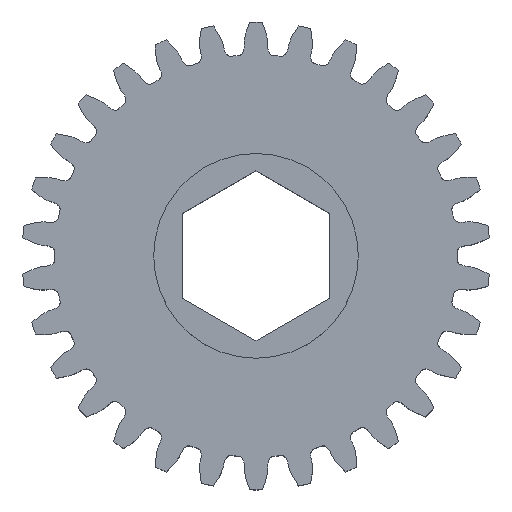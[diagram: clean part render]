
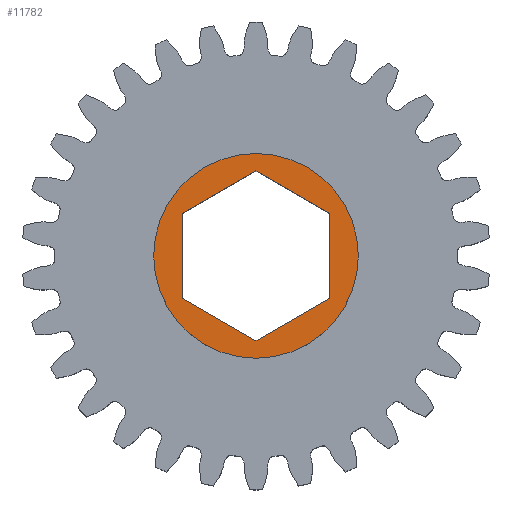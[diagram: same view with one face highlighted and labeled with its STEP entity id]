
A CAD part, top view. The second image highlights one B-rep face of the part: STEP entity #11782.
In plain terms, the highlighted planar face has unit normal (0, 0, 1).
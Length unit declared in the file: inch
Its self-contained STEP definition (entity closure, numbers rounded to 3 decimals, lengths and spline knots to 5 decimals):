
#23 = EDGE_CURVE ( 'NONE', #11813, #794, #3269, .T. ) ;
#24 = EDGE_CURVE ( 'NONE', #11840, #930, #3275, .T. ) ;
#25 = EDGE_CURVE ( 'NONE', #930, #11880, #3220, .T. ) ;
#26 = EDGE_CURVE ( 'NONE', #11880, #920, #3484, .T. ) ;
#27 = EDGE_CURVE ( 'NONE', #920, #924, #3335, .T. ) ;
#28 = EDGE_CURVE ( 'NONE', #924, #11862, #3226, .T. ) ;
#29 = EDGE_CURVE ( 'NONE', #11862, #11840, #3440, .T. ) ;
#615 = ORIENTED_EDGE ( 'NONE', *, *, #24, .T. ) ;
#616 = ORIENTED_EDGE ( 'NONE', *, *, #25, .T. ) ;
#617 = ORIENTED_EDGE ( 'NONE', *, *, #26, .T. ) ;
#618 = ORIENTED_EDGE ( 'NONE', *, *, #27, .T. ) ;
#619 = ORIENTED_EDGE ( 'NONE', *, *, #28, .T. ) ;
#620 = ORIENTED_EDGE ( 'NONE', *, *, #29, .T. ) ;
#632 = ORIENTED_EDGE ( 'NONE', *, *, #23, .T. ) ;
#646 = ORIENTED_EDGE ( 'NONE', *, *, #2182, .T. ) ;
#677 = EDGE_LOOP ( 'NONE', ( #615, #616, #617, #618, #619, #620 ) ) ;
#684 = EDGE_LOOP ( 'NONE', ( #632, #646 ) ) ;
#794 = VERTEX_POINT ( 'NONE', #11698 ) ;
#920 = VERTEX_POINT ( 'NONE', #11663 ) ;
#924 = VERTEX_POINT ( 'NONE', #11659 ) ;
#930 = VERTEX_POINT ( 'NONE', #11657 ) ;
#977 = CARTESIAN_POINT ( 'NONE',  ( -0.35, 0., 0.249 ) ) ;
#1002 = CARTESIAN_POINT ( 'NONE',  ( -0.2515, -0.1452, 0.249 ) ) ;
#1024 = CARTESIAN_POINT ( 'NONE',  ( 0., -0.29041, 0.249 ) ) ;
#1042 = CARTESIAN_POINT ( 'NONE',  ( 0., 0.29041, 0.249 ) ) ;
#2126 = AXIS2_PLACEMENT_3D ( 'NONE', #9570, #9581, #9582 ) ;
#2159 = AXIS2_PLACEMENT_3D ( 'NONE', #9289, #9290, #9291 ) ;
#2178 = AXIS2_PLACEMENT_3D ( 'NONE', #11667, #11647, #11625 ) ;
#2182 = EDGE_CURVE ( 'NONE', #794, #11813, #3263, .T. ) ;
#3200 = FACE_BOUND ( 'NONE', #677, .T. ) ;
#3220 = LINE ( 'NONE', #11669, #3285 ) ;
#3226 = LINE ( 'NONE', #11756, #3284 ) ;
#3227 = VECTOR ( 'NONE', #11751, 39.37008 ) ;
#3233 = VECTOR ( 'NONE', #11755, 39.37008 ) ;
#3263 = CIRCLE ( 'NONE', #2159, 0.35 ) ;
#3269 = CIRCLE ( 'NONE', #2178, 0.35 ) ;
#3275 = LINE ( 'NONE', #11717, #3227 ) ;
#3284 = VECTOR ( 'NONE', #11771, 39.37008 ) ;
#3285 = VECTOR ( 'NONE', #11623, 39.37008 ) ;
#3286 = VECTOR ( 'NONE', #11743, 39.37008 ) ;
#3288 = VECTOR ( 'NONE', #11723, 39.37008 ) ;
#3335 = LINE ( 'NONE', #11746, #3288 ) ;
#3440 = LINE ( 'NONE', #11757, #3233 ) ;
#3484 = LINE ( 'NONE', #11750, #3286 ) ;
#3508 = FACE_OUTER_BOUND ( 'NONE', #684, .T. ) ;
#9289 = CARTESIAN_POINT ( 'NONE',  ( 0., 0., 0.249 ) ) ;
#9290 = DIRECTION ( 'NONE',  ( 0., 0., 1. ) ) ;
#9291 = DIRECTION ( 'NONE',  ( 1., 0., 0. ) ) ;
#9570 = CARTESIAN_POINT ( 'NONE',  ( 0., 0., 0.249 ) ) ;
#9576 = PLANE ( 'NONE',  #2126 ) ;
#9581 = DIRECTION ( 'NONE',  ( 0., 0., 1. ) ) ;
#9582 = DIRECTION ( 'NONE',  ( 1., 0., 0. ) ) ;
#11623 = DIRECTION ( 'NONE',  ( 0.866, 0.5, 0. ) ) ;
#11625 = DIRECTION ( 'NONE',  ( 1., 0., 0. ) ) ;
#11647 = DIRECTION ( 'NONE',  ( 0., 0., 1. ) ) ;
#11657 = CARTESIAN_POINT ( 'NONE',  ( -0.2515, 0.1452, 0.249 ) ) ;
#11659 = CARTESIAN_POINT ( 'NONE',  ( 0.2515, -0.1452, 0.249 ) ) ;
#11663 = CARTESIAN_POINT ( 'NONE',  ( 0.2515, 0.1452, 0.249 ) ) ;
#11667 = CARTESIAN_POINT ( 'NONE',  ( 0., 0., 0.249 ) ) ;
#11669 = CARTESIAN_POINT ( 'NONE',  ( -0.2515, 0.1452, 0.249 ) ) ;
#11698 = CARTESIAN_POINT ( 'NONE',  ( 0.35, 0., 0.249 ) ) ;
#11717 = CARTESIAN_POINT ( 'NONE',  ( -0.2515, -0.1452, 0.249 ) ) ;
#11723 = DIRECTION ( 'NONE',  ( 0., -1., 0. ) ) ;
#11743 = DIRECTION ( 'NONE',  ( 0.866, -0.5, 0. ) ) ;
#11746 = CARTESIAN_POINT ( 'NONE',  ( 0.2515, 0.1452, 0.249 ) ) ;
#11750 = CARTESIAN_POINT ( 'NONE',  ( 0., 0.29041, 0.249 ) ) ;
#11751 = DIRECTION ( 'NONE',  ( 0., 1., 0. ) ) ;
#11755 = DIRECTION ( 'NONE',  ( -0.866, 0.5, 0. ) ) ;
#11756 = CARTESIAN_POINT ( 'NONE',  ( 0.2515, -0.1452, 0.249 ) ) ;
#11757 = CARTESIAN_POINT ( 'NONE',  ( 0., -0.29041, 0.249 ) ) ;
#11771 = DIRECTION ( 'NONE',  ( -0.866, -0.5, 0. ) ) ;
#11782 = ADVANCED_FACE ( 'NONE', ( #3200, #3508 ), #9576, .T. ) ;
#11813 = VERTEX_POINT ( 'NONE', #977 ) ;
#11840 = VERTEX_POINT ( 'NONE', #1002 ) ;
#11862 = VERTEX_POINT ( 'NONE', #1024 ) ;
#11880 = VERTEX_POINT ( 'NONE', #1042 ) ;
